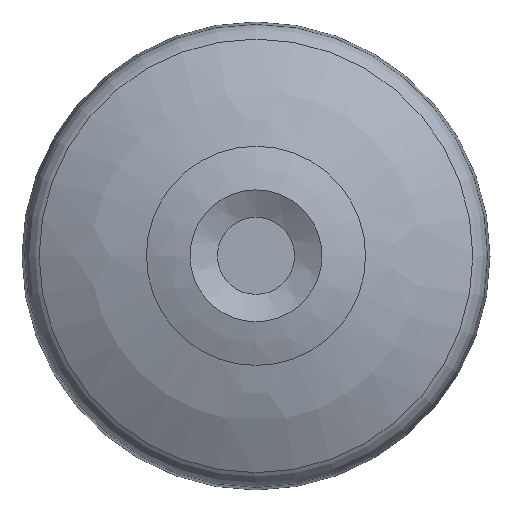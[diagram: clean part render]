
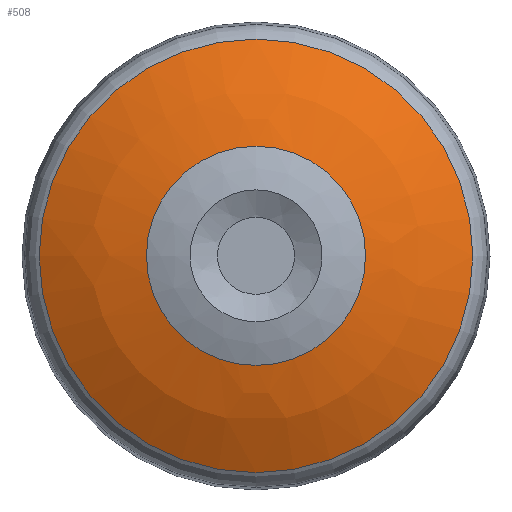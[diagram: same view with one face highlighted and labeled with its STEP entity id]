
A CAD part, top view. The second image highlights one B-rep face of the part: STEP entity #508.
In plain terms, the highlighted free-form (B-spline) face has degree [2, 2] with [3, 9] control points.
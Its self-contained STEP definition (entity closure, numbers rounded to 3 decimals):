
#16=(
BOUNDED_SURFACE()
B_SPLINE_SURFACE(2,2,((#985,#986,#987,#988,#989,#990,#991,#992,#993),(#994,
#995,#996,#997,#998,#999,#1000,#1001,#1002),(#1003,#1004,#1005,#1006,#1007,
#1008,#1009,#1010,#1011)),.UNSPECIFIED.,.F.,.T.,.F.)
B_SPLINE_SURFACE_WITH_KNOTS((3,3),(3,2,2,2,3),(1.044,1.368),
(-3.142,-1.571,0.,1.571,3.142),
 .UNSPECIFIED.)
GEOMETRIC_REPRESENTATION_ITEM()
RATIONAL_B_SPLINE_SURFACE(((1.,0.707,1.,0.707,1.,
0.707,1.,0.707,1.),(0.987,0.698,
0.987,0.698,0.987,0.698,
0.987,0.698,0.987),(1.,0.707,
1.,0.707,1.,0.707,1.,0.707,1.)))
REPRESENTATION_ITEM('')
SURFACE()
);
#61=FACE_OUTER_BOUND('',#91,.T.);
#91=EDGE_LOOP('',(#436,#437,#438,#439,#440,#441,#442));
#173=CIRCLE('',#605,18.5);
#175=CIRCLE('',#607,18.5);
#176=CIRCLE('',#608,36.597);
#177=CIRCLE('',#609,36.597);
#178=CIRCLE('',#610,60.);
#179=CIRCLE('',#611,36.597);
#237=VERTEX_POINT('',#980);
#238=VERTEX_POINT('',#981);
#239=VERTEX_POINT('',#1012);
#240=VERTEX_POINT('',#1013);
#241=VERTEX_POINT('',#1015);
#309=EDGE_CURVE('',#237,#238,#173,.T.);
#311=EDGE_CURVE('',#238,#237,#175,.T.);
#312=EDGE_CURVE('',#239,#240,#176,.T.);
#313=EDGE_CURVE('',#240,#241,#177,.T.);
#314=EDGE_CURVE('',#241,#238,#178,.T.);
#315=EDGE_CURVE('',#241,#239,#179,.T.);
#436=ORIENTED_EDGE('',*,*,#312,.T.);
#437=ORIENTED_EDGE('',*,*,#313,.T.);
#438=ORIENTED_EDGE('',*,*,#314,.T.);
#439=ORIENTED_EDGE('',*,*,#309,.F.);
#440=ORIENTED_EDGE('',*,*,#311,.F.);
#441=ORIENTED_EDGE('',*,*,#314,.F.);
#442=ORIENTED_EDGE('',*,*,#315,.T.);
#508=ADVANCED_FACE('',(#61),#16,.F.);
#605=AXIS2_PLACEMENT_3D('',#982,#778,#779);
#607=AXIS2_PLACEMENT_3D('',#984,#782,#783);
#608=AXIS2_PLACEMENT_3D('',#1014,#784,#785);
#609=AXIS2_PLACEMENT_3D('',#1016,#786,#787);
#610=AXIS2_PLACEMENT_3D('',#1017,#788,#789);
#611=AXIS2_PLACEMENT_3D('',#1018,#790,#791);
#778=DIRECTION('center_axis',(0.,0.,1.));
#779=DIRECTION('ref_axis',(0.,-1.,0.));
#782=DIRECTION('center_axis',(0.,0.,1.));
#783=DIRECTION('ref_axis',(0.,-1.,0.));
#784=DIRECTION('center_axis',(0.,0.,1.));
#785=DIRECTION('ref_axis',(0.,-1.,0.));
#786=DIRECTION('center_axis',(0.,0.,1.));
#787=DIRECTION('ref_axis',(0.,-1.,0.));
#788=DIRECTION('center_axis',(0.,1.,0.));
#789=DIRECTION('ref_axis',(-1.,0.,0.));
#790=DIRECTION('center_axis',(0.,0.,1.));
#791=DIRECTION('ref_axis',(0.,-1.,0.));
#980=CARTESIAN_POINT('',(0.,-18.5,15.8));
#981=CARTESIAN_POINT('',(-18.5,0.,15.8));
#982=CARTESIAN_POINT('Origin',(0.,0.,15.8));
#984=CARTESIAN_POINT('Origin',(0.,0.,15.8));
#985=CARTESIAN_POINT('Ctrl Pts',(-36.597,0.,
8.886));
#986=CARTESIAN_POINT('Ctrl Pts',(-36.597,-36.597,8.886));
#987=CARTESIAN_POINT('Ctrl Pts',(0.,-36.597,
8.886));
#988=CARTESIAN_POINT('Ctrl Pts',(36.597,-36.597,8.886));
#989=CARTESIAN_POINT('Ctrl Pts',(36.597,0.,
8.886));
#990=CARTESIAN_POINT('Ctrl Pts',(36.597,36.597,8.886));
#991=CARTESIAN_POINT('Ctrl Pts',(0.,36.597,
8.886));
#992=CARTESIAN_POINT('Ctrl Pts',(-36.597,36.597,8.886));
#993=CARTESIAN_POINT('Ctrl Pts',(-36.597,0.,
8.886));
#994=CARTESIAN_POINT('Ctrl Pts',(-28.114,0.,
13.823));
#995=CARTESIAN_POINT('Ctrl Pts',(-28.114,-28.114,13.823));
#996=CARTESIAN_POINT('Ctrl Pts',(0.,-28.114,
13.823));
#997=CARTESIAN_POINT('Ctrl Pts',(28.114,-28.114,13.823));
#998=CARTESIAN_POINT('Ctrl Pts',(28.114,0.,
13.823));
#999=CARTESIAN_POINT('Ctrl Pts',(28.114,28.114,13.823));
#1000=CARTESIAN_POINT('Ctrl Pts',(0.,28.114,
13.823));
#1001=CARTESIAN_POINT('Ctrl Pts',(-28.114,28.114,13.823));
#1002=CARTESIAN_POINT('Ctrl Pts',(-28.114,0.,
13.823));
#1003=CARTESIAN_POINT('Ctrl Pts',(-18.5,0.,
15.8));
#1004=CARTESIAN_POINT('Ctrl Pts',(-18.5,-18.5,15.8));
#1005=CARTESIAN_POINT('Ctrl Pts',(0.,-18.5,
15.8));
#1006=CARTESIAN_POINT('Ctrl Pts',(18.5,-18.5,15.8));
#1007=CARTESIAN_POINT('Ctrl Pts',(18.5,0.,
15.8));
#1008=CARTESIAN_POINT('Ctrl Pts',(18.5,18.5,15.8));
#1009=CARTESIAN_POINT('Ctrl Pts',(0.,18.5,
15.8));
#1010=CARTESIAN_POINT('Ctrl Pts',(-18.5,18.5,15.8));
#1011=CARTESIAN_POINT('Ctrl Pts',(-18.5,0.,
15.8));
#1012=CARTESIAN_POINT('',(0.,-36.597,8.886));
#1013=CARTESIAN_POINT('',(0.,36.597,8.886));
#1014=CARTESIAN_POINT('Origin',(0.,0.,8.886));
#1015=CARTESIAN_POINT('',(-36.597,0.,8.886));
#1016=CARTESIAN_POINT('Origin',(0.,0.,8.886));
#1017=CARTESIAN_POINT('Origin',(-6.414,0.,
-42.97));
#1018=CARTESIAN_POINT('Origin',(0.,0.,8.886));
